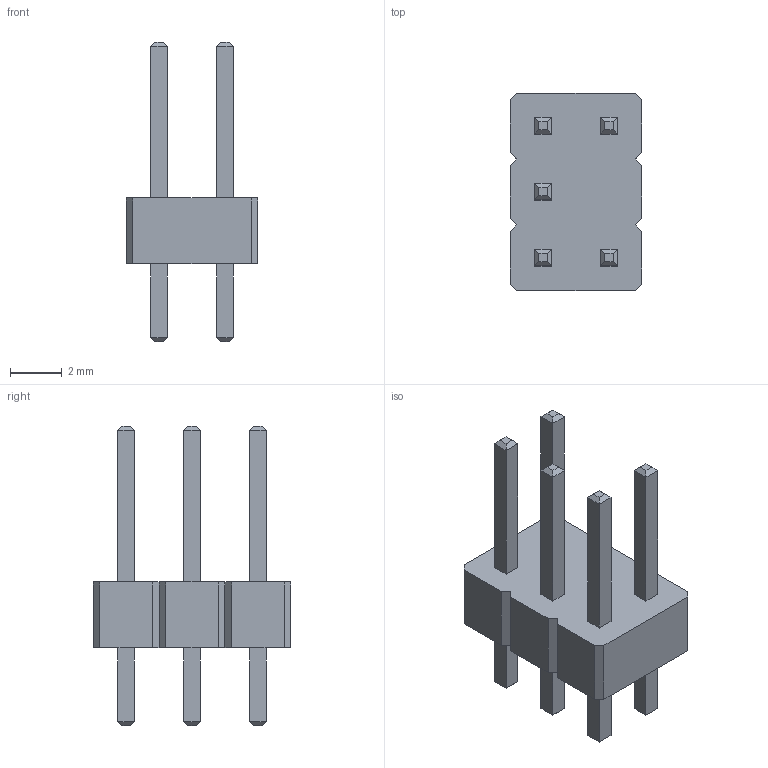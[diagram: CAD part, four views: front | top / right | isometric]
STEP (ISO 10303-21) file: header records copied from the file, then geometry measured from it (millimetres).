
FILE_DESCRIPTION(/* description */ ('model of PinHeader_2x03_P2.54mm_Vertical'),/* implementation_level */ '2;1');
FILE_NAME(/* name */ 'Programming_Pin_Header_Keyed.step',/* time_stamp */ '2025-09-23T11:03:58-04:00',/* author */ (''),/* organization */ (''),/* preprocessor_version */ 'ST-DEVELOPER v20.1',/* originating_system */ 'Autodesk Translation Framework v14.17.0.0',/* authorisation */ '');
FILE_SCHEMA (('AUTOMOTIVE_DESIGN { 1 0 10303 214 3 1 1 }'));
Length unit declared in the file: millimetre
Products named in the file (1): PinHeader_2x03_P254mm_Vertical
Bounding box: 5.08 x 7.62 x 11.54 mm (x, y, z)
Volume: 115.5 mm3; surface area: 254.2 mm2
Topology: 1 solids, 1 shells, 112 faces, 260 edges, 160 vertices
Faces by surface type: plane 112
Entity records: 3223 total; most frequent: CARTESIAN_POINT 533, ORIENTED_EDGE 520, DIRECTION 486, LINE 260, VECTOR 260, EDGE_CURVE 260, VERTEX_POINT 160, EDGE_LOOP 122
